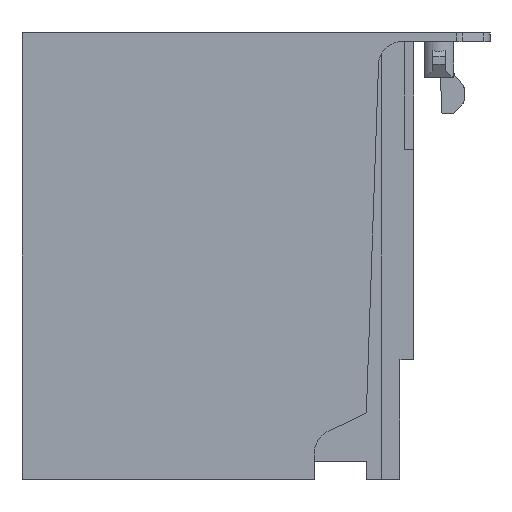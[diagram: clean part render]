
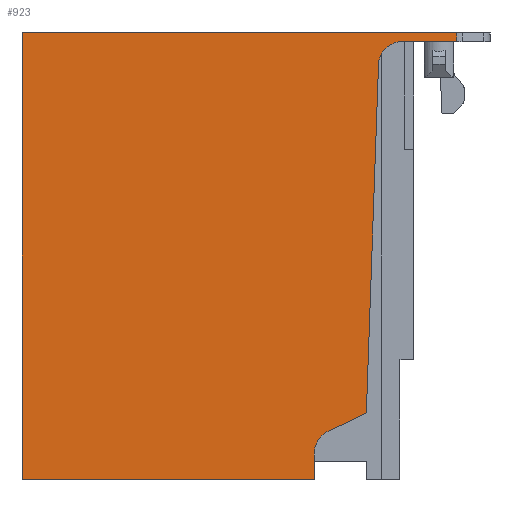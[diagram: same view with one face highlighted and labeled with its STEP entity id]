
A CAD part, left-side view. The second image highlights one B-rep face of the part: STEP entity #923.
In plain terms, the highlighted planar face has unit normal (-1, 0, 0).
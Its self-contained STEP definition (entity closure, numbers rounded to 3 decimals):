
#923 = ADVANCED_FACE( '', ( #2405 ), #2406, .T. );
#2405 = FACE_OUTER_BOUND( '', #4506, .T. );
#2406 = PLANE( '', #4507 );
#4506 = EDGE_LOOP( '', ( #7255, #7256, #7257, #7258, #7259, #7260, #7261, #7262, #7263, #7264, #7265 ) );
#4507 = AXIS2_PLACEMENT_3D( '', #7266, #7267, #7268 );
#7255 = ORIENTED_EDGE( '', *, *, #13297, .T. );
#7256 = ORIENTED_EDGE( '', *, *, #13163, .T. );
#7257 = ORIENTED_EDGE( '', *, *, #13298, .T. );
#7258 = ORIENTED_EDGE( '', *, *, #13299, .F. );
#7259 = ORIENTED_EDGE( '', *, *, #13300, .F. );
#7260 = ORIENTED_EDGE( '', *, *, #13301, .T. );
#7261 = ORIENTED_EDGE( '', *, *, #13302, .T. );
#7262 = ORIENTED_EDGE( '', *, *, #13303, .T. );
#7263 = ORIENTED_EDGE( '', *, *, #13304, .T. );
#7264 = ORIENTED_EDGE( '', *, *, #13305, .F. );
#7265 = ORIENTED_EDGE( '', *, *, #13306, .T. );
#7266 = CARTESIAN_POINT( '', ( -44.81, 78., -74.5 ) );
#7267 = DIRECTION( '', ( -1., 0., 0. ) );
#7268 = DIRECTION( '', ( 0., 0., 1. ) );
#13163 = EDGE_CURVE( '', #16075, #16073, #16076, .T. );
#13297 = EDGE_CURVE( '', #16307, #16075, #16308, .F. );
#13298 = EDGE_CURVE( '', #16073, #16309, #16310, .T. );
#13299 = EDGE_CURVE( '', #16311, #16309, #16312, .T. );
#13300 = EDGE_CURVE( '', #16313, #16311, #16314, .T. );
#13301 = EDGE_CURVE( '', #16313, #16315, #16316, .T. );
#13302 = EDGE_CURVE( '', #16315, #16317, #16318, .T. );
#13303 = EDGE_CURVE( '', #16317, #16319, #16320, .F. );
#13304 = EDGE_CURVE( '', #16319, #16321, #16322, .T. );
#13305 = EDGE_CURVE( '', #16323, #16321, #16324, .F. );
#13306 = EDGE_CURVE( '', #16323, #16307, #16325, .T. );
#16073 = VERTEX_POINT( '', #20203 );
#16075 = VERTEX_POINT( '', #20205 );
#16076 = LINE( '', #20206, #20207 );
#16307 = VERTEX_POINT( '', #20537 );
#16308 = CIRCLE( '', #20538, 4. );
#16309 = VERTEX_POINT( '', #20539 );
#16310 = LINE( '', #20540, #20541 );
#16311 = VERTEX_POINT( '', #20542 );
#16312 = LINE( '', #20543, #20544 );
#16313 = VERTEX_POINT( '', #20545 );
#16314 = LINE( '', #20546, #20547 );
#16315 = VERTEX_POINT( '', #20548 );
#16316 = LINE( '', #20549, #20550 );
#16317 = VERTEX_POINT( '', #20551 );
#16318 = LINE( '', #20552, #20553 );
#16319 = VERTEX_POINT( '', #20554 );
#16320 = CIRCLE( '', #20555, 4. );
#16321 = VERTEX_POINT( '', #20556 );
#16322 = LINE( '', #20557, #20558 );
#16323 = VERTEX_POINT( '', #20559 );
#16324 = CIRCLE( '', #20560, 0.2 );
#16325 = LINE( '', #20561, #20562 );
#20203 = CARTESIAN_POINT( '', ( -44.81, 5.52, -1.5 ) );
#20205 = CARTESIAN_POINT( '', ( -44.81, 14.587, -1.5 ) );
#20206 = CARTESIAN_POINT( '', ( -44.81, 78., -1.5 ) );
#20207 = VECTOR( '', #24962, 1000. );
#20537 = CARTESIAN_POINT( '', ( -44.81, 18.585, -5.36 ) );
#20538 = AXIS2_PLACEMENT_3D( '', #25089, #25090, #25091 );
#20539 = CARTESIAN_POINT( '', ( -44.81, 5.52, 0. ) );
#20540 = CARTESIAN_POINT( '', ( -44.81, 5.52, -74.5 ) );
#20541 = VECTOR( '', #25092, 1000. );
#20542 = CARTESIAN_POINT( '', ( -44.81, 78., 0. ) );
#20543 = CARTESIAN_POINT( '', ( -44.81, 78., 0. ) );
#20544 = VECTOR( '', #25093, 1000. );
#20545 = CARTESIAN_POINT( '', ( -44.81, 78., -74.5 ) );
#20546 = CARTESIAN_POINT( '', ( -44.81, 78., -74.5 ) );
#20547 = VECTOR( '', #25094, 1000. );
#20548 = CARTESIAN_POINT( '', ( -44.81, 29.27, -74.5 ) );
#20549 = CARTESIAN_POINT( '', ( -44.81, 78., -74.5 ) );
#20550 = VECTOR( '', #25095, 1000. );
#20551 = CARTESIAN_POINT( '', ( -44.81, 29.27, -70.08 ) );
#20552 = CARTESIAN_POINT( '', ( -44.81, 29.27, -74.5 ) );
#20553 = VECTOR( '', #25096, 1000. );
#20554 = CARTESIAN_POINT( '', ( -44.81, 26.991, -66.469 ) );
#20555 = AXIS2_PLACEMENT_3D( '', #25097, #25098, #25099 );
#20556 = CARTESIAN_POINT( '', ( -44.81, 20.722, -63.482 ) );
#20557 = CARTESIAN_POINT( '', ( -44.81, 71.681, -87.763 ) );
#20558 = VECTOR( '', #25100, 1000. );
#20559 = CARTESIAN_POINT( '', ( -44.81, 20.608, -63.309 ) );
#20560 = AXIS2_PLACEMENT_3D( '', #25101, #25102, #25103 );
#20561 = CARTESIAN_POINT( '', ( -44.81, 21.069, -76.488 ) );
#20562 = VECTOR( '', #25104, 1000. );
#24962 = DIRECTION( '', ( 0., -1., 0. ) );
#25089 = CARTESIAN_POINT( '', ( -44.81, 14.587, -5.5 ) );
#25090 = DIRECTION( '', ( -1., 0., 0. ) );
#25091 = DIRECTION( '', ( 0., 0., 1. ) );
#25092 = DIRECTION( '', ( 0., 0., 1. ) );
#25093 = DIRECTION( '', ( 0., -1., 0. ) );
#25094 = DIRECTION( '', ( 0., 0., 1. ) );
#25095 = DIRECTION( '', ( 0., -1., 0. ) );
#25096 = DIRECTION( '', ( 0., 0., 1. ) );
#25097 = CARTESIAN_POINT( '', ( -44.81, 25.27, -70.08 ) );
#25098 = DIRECTION( '', ( -1., 0., 0. ) );
#25099 = DIRECTION( '', ( 0., 0., 1. ) );
#25100 = DIRECTION( '', ( 0., -0.903, 0.43 ) );
#25101 = CARTESIAN_POINT( '', ( -44.81, 20.808, -63.302 ) );
#25102 = DIRECTION( '', ( -1., 0., 0. ) );
#25103 = DIRECTION( '', ( 0., 0., 1. ) );
#25104 = DIRECTION( '', ( 0., -0.035, 0.999 ) );
